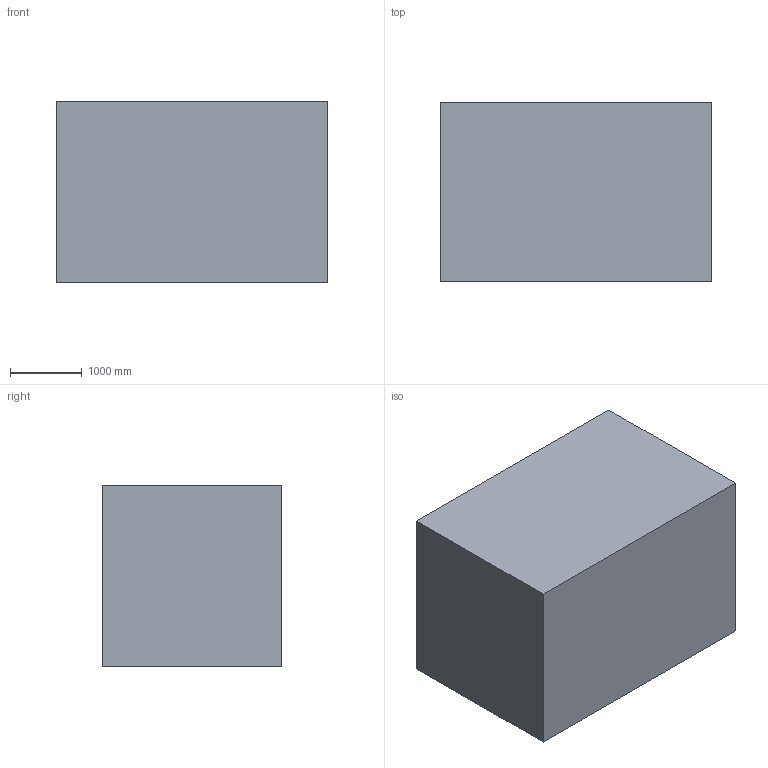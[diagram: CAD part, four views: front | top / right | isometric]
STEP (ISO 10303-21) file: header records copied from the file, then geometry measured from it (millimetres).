
FILE_DESCRIPTION((''),'2;1');
FILE_NAME('JUNK-BLOCK-TEST','2012-04-09T',('rrich'),('Keithley Instruments, Inc'),'PRO/ENGINEER BY PARAMETRIC TECHNOLOGY CORPORATION, 2010330','PRO/ENGINEER BY PARAMETRIC TECHNOLOGY CORPORATION, 2010330','');
FILE_SCHEMA(('CONFIG_CONTROL_DESIGN'));
Length unit declared in the file: inch
Products named in the file (1): JUNK-BLOCK-TEST
Bounding box: 3789.61 x 2495.6 x 2524.12 mm (x, y, z)
Volume: 23871524203.9 mm3; surface area: 50644000.7 mm2
Topology: 1 solids, 1 shells, 6 faces, 55 edges, 54 vertices
Faces by surface type: plane 6
Entity records: 733 total; most frequent: COLOUR_RGB 116, DIRECTION 71, CARTESIAN_POINT 71, VECTOR 55, LINE 55, CURVE_STYLE 45, PRESENTATION_STYLE_ASSIGNMENT 45, STYLED_ITEM 45
